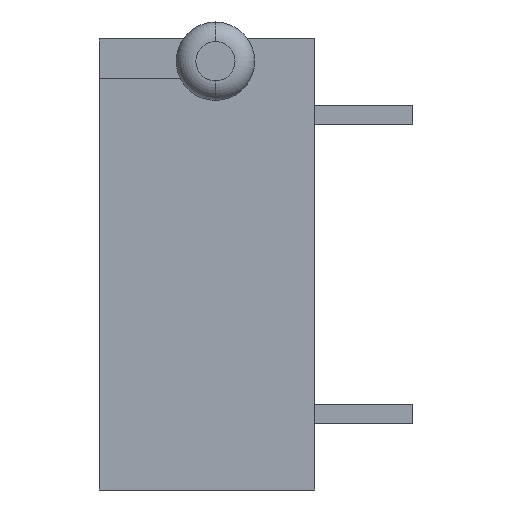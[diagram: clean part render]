
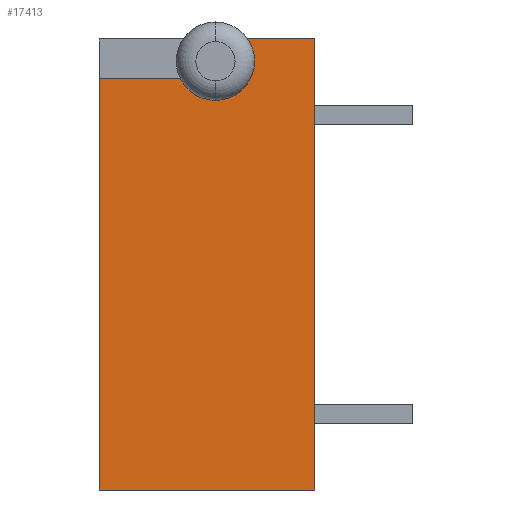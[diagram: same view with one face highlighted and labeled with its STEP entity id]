
A CAD part, left-side view. The second image highlights one B-rep face of the part: STEP entity #17413.
In plain terms, the highlighted planar face has unit normal (-1, 0, 0).
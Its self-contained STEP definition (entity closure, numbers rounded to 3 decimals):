
#12733 = CARTESIAN_POINT ( 'NONE',  ( 0., 0., -23. ) ) ;
#13635 = DIRECTION ( 'NONE',  ( 0., 0., 1. ) ) ;
#13636 = VECTOR ( 'NONE', #13635, 1000. ) ;
#13637 = CARTESIAN_POINT ( 'NONE',  ( 0., 0., 0. ) ) ;
#13638 = LINE ( 'NONE', #13637, #13636 ) ;
#13639 = CARTESIAN_POINT ( 'NONE',  ( 0., 0., 0. ) ) ;
#15001 = CARTESIAN_POINT ( 'NONE',  ( 0., 11., -23. ) ) ;
#15002 = DIRECTION ( 'NONE',  ( 0., -1., 0. ) ) ;
#15003 = VECTOR ( 'NONE', #15002, 1000. ) ;
#15004 = CARTESIAN_POINT ( 'NONE',  ( 0., 11., -23. ) ) ;
#15005 = LINE ( 'NONE', #15004, #15003 ) ;
#15350 = CARTESIAN_POINT ( 'NONE',  ( 0., 4., -2.019 ) ) ;
#15351 = DIRECTION ( 'NONE',  ( 0., 0., 1. ) ) ;
#15352 = VECTOR ( 'NONE', #15351, 1000. ) ;
#15353 = CARTESIAN_POINT ( 'NONE',  ( 0., 4., 0. ) ) ;
#15354 = LINE ( 'NONE', #15353, #15352 ) ;
#15355 = DIRECTION ( 'NONE',  ( 0., 0., 1. ) ) ;
#15356 = VECTOR ( 'NONE', #15355, 1000. ) ;
#15357 = CARTESIAN_POINT ( 'NONE',  ( 0., 11., -4.561 ) ) ;
#15358 = LINE ( 'NONE', #15357, #15356 ) ;
#15359 = DIRECTION ( 'NONE',  ( 0., -1., 0. ) ) ;
#15360 = VECTOR ( 'NONE', #15359, 1000. ) ;
#15361 = CARTESIAN_POINT ( 'NONE',  ( 0., 11., 0. ) ) ;
#15362 = LINE ( 'NONE', #15361, #15360 ) ;
#15389 = CARTESIAN_POINT ( 'NONE',  ( 0., 4., 0. ) ) ;
#15410 = FACE_OUTER_BOUND ( 'NONE', #17341, .T. ) ;
#15441 = DIRECTION ( 'NONE',  ( 0., 1., 0. ) ) ;
#15442 = VECTOR ( 'NONE', #15441, 1000. ) ;
#15443 = CARTESIAN_POINT ( 'NONE',  ( 0., 4., -2.019 ) ) ;
#15444 = LINE ( 'NONE', #15443, #15442 ) ;
#15451 = CARTESIAN_POINT ( 'NONE',  ( 0., 11., -2.019 ) ) ;
#15452 = DIRECTION ( 'NONE',  ( 0., 0., -1. ) ) ;
#15453 = DIRECTION ( 'NONE',  ( 1., 0., 0. ) ) ;
#15454 = CARTESIAN_POINT ( 'NONE',  ( 0., 11., 0. ) ) ;
#15455 = AXIS2_PLACEMENT_3D ( 'NONE', #15454, #15453, #15452 ) ;
#15456 = PLANE ( 'NONE',  #15455 ) ;
#16290 = VERTEX_POINT ( 'NONE', #12733 ) ;
#16606 = VERTEX_POINT ( 'NONE', #13639 ) ;
#16608 = EDGE_CURVE ( 'NONE', #16290, #16606, #13638, .T. ) ;
#17211 = EDGE_CURVE ( 'NONE', #17212, #16290, #15005, .T. ) ;
#17212 = VERTEX_POINT ( 'NONE', #15001 ) ;
#17341 = EDGE_LOOP ( 'NONE', ( #17426, #17379, #17420, #17357, #17380, #17354 ) ) ;
#17354 = ORIENTED_EDGE ( 'NONE', *, *, #17355, .F. ) ;
#17355 = EDGE_CURVE ( 'NONE', #17373, #16606, #15362, .T. ) ;
#17356 = EDGE_CURVE ( 'NONE', #17212, #17414, #15358, .T. ) ;
#17357 = ORIENTED_EDGE ( 'NONE', *, *, #17211, .T. ) ;
#17358 = EDGE_CURVE ( 'NONE', #17359, #17373, #15354, .T. ) ;
#17359 = VERTEX_POINT ( 'NONE', #15350 ) ;
#17373 = VERTEX_POINT ( 'NONE', #15389 ) ;
#17379 = ORIENTED_EDGE ( 'NONE', *, *, #17419, .T. ) ;
#17380 = ORIENTED_EDGE ( 'NONE', *, *, #16608, .T. ) ;
#17413 = ADVANCED_FACE ( 'NONE', ( #15410 ), #15456, .F. ) ;
#17414 = VERTEX_POINT ( 'NONE', #15451 ) ;
#17419 = EDGE_CURVE ( 'NONE', #17359, #17414, #15444, .T. ) ;
#17420 = ORIENTED_EDGE ( 'NONE', *, *, #17356, .F. ) ;
#17426 = ORIENTED_EDGE ( 'NONE', *, *, #17358, .F. ) ;
